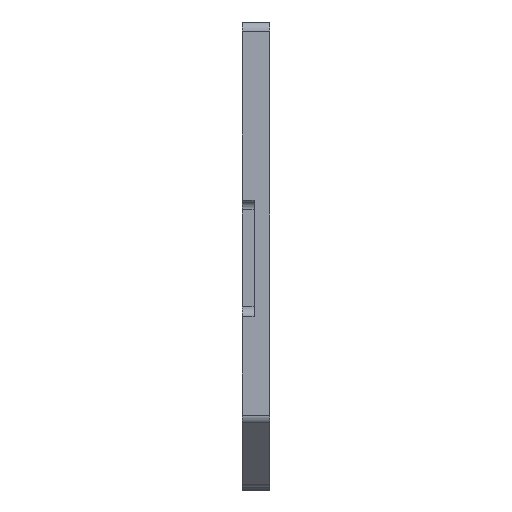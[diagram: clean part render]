
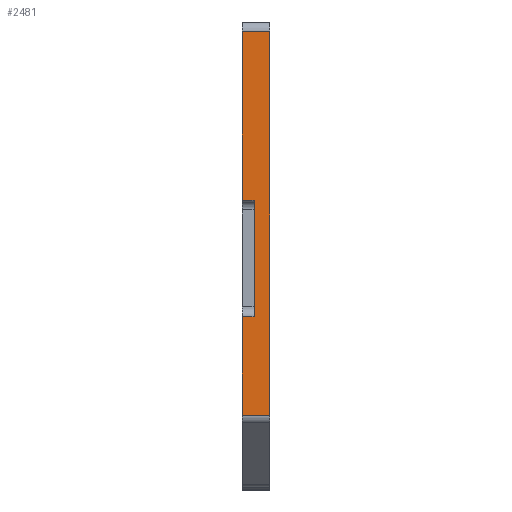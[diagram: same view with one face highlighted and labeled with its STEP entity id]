
A CAD part, top view. The second image highlights one B-rep face of the part: STEP entity #2481.
In plain terms, the highlighted planar face has unit normal (0, 0, 1).
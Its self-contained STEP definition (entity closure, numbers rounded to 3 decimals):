
#107=PLANE('',#2651);
#175=FACE_OUTER_BOUND('',#325,.T.);
#325=EDGE_LOOP('',(#1717,#1718,#1719,#1720,#1721,#1722,#1723,#1724));
#559=LINE('',#3803,#745);
#564=LINE('',#3813,#750);
#565=LINE('',#3818,#751);
#566=LINE('',#3821,#752);
#567=LINE('',#3823,#753);
#568=LINE('',#3825,#754);
#569=LINE('',#3827,#755);
#570=LINE('',#3828,#756);
#745=VECTOR('',#2983,10.);
#750=VECTOR('',#2990,10.);
#751=VECTOR('',#2999,10.);
#752=VECTOR('',#3002,10.);
#753=VECTOR('',#3003,10.);
#754=VECTOR('',#3004,10.);
#755=VECTOR('',#3005,10.);
#756=VECTOR('',#3006,10.);
#1101=VERTEX_POINT('',#3800);
#1102=VERTEX_POINT('',#3802);
#1104=VERTEX_POINT('',#3807);
#1106=VERTEX_POINT('',#3811);
#1107=VERTEX_POINT('',#3820);
#1108=VERTEX_POINT('',#3822);
#1109=VERTEX_POINT('',#3824);
#1110=VERTEX_POINT('',#3826);
#1341=EDGE_CURVE('',#1102,#1101,#559,.T.);
#1346=EDGE_CURVE('',#1104,#1106,#564,.T.);
#1349=EDGE_CURVE('',#1106,#1102,#565,.T.);
#1350=EDGE_CURVE('',#1101,#1107,#566,.T.);
#1351=EDGE_CURVE('',#1107,#1108,#567,.T.);
#1352=EDGE_CURVE('',#1108,#1109,#568,.T.);
#1353=EDGE_CURVE('',#1109,#1110,#569,.T.);
#1354=EDGE_CURVE('',#1110,#1104,#570,.T.);
#1717=ORIENTED_EDGE('',*,*,#1346,.T.);
#1718=ORIENTED_EDGE('',*,*,#1349,.T.);
#1719=ORIENTED_EDGE('',*,*,#1341,.T.);
#1720=ORIENTED_EDGE('',*,*,#1350,.T.);
#1721=ORIENTED_EDGE('',*,*,#1351,.T.);
#1722=ORIENTED_EDGE('',*,*,#1352,.T.);
#1723=ORIENTED_EDGE('',*,*,#1353,.T.);
#1724=ORIENTED_EDGE('',*,*,#1354,.T.);
#2481=ADVANCED_FACE('',(#175),#107,.F.);
#2651=AXIS2_PLACEMENT_3D('',#3819,#3000,#3001);
#2983=DIRECTION('',(-1.,0.,0.));
#2990=DIRECTION('',(1.,0.,0.));
#2999=DIRECTION('',(0.,-1.,0.));
#3000=DIRECTION('center_axis',(0.,0.,-1.));
#3001=DIRECTION('ref_axis',(0.,1.,0.));
#3002=DIRECTION('',(0.,-1.,0.));
#3003=DIRECTION('',(1.,0.,0.));
#3004=DIRECTION('',(0.,1.,0.));
#3005=DIRECTION('',(-1.,0.,0.));
#3006=DIRECTION('',(0.,-1.,0.));
#3800=CARTESIAN_POINT('',(0.,-151.94,0.));
#3802=CARTESIAN_POINT('',(6.,-151.94,0.));
#3803=CARTESIAN_POINT('',(0.,-151.94,0.));
#3807=CARTESIAN_POINT('',(0.,-91.94,0.));
#3811=CARTESIAN_POINT('',(6.,-91.94,0.));
#3813=CARTESIAN_POINT('',(0.,-91.94,0.));
#3818=CARTESIAN_POINT('',(6.,-163.47,0.));
#3819=CARTESIAN_POINT('Origin',(0.,-205.,0.));
#3820=CARTESIAN_POINT('',(0.,-202.929,0.));
#3821=CARTESIAN_POINT('',(0.,0.,0.));
#3822=CARTESIAN_POINT('',(14.,-202.929,0.));
#3823=CARTESIAN_POINT('',(0.,-202.929,0.));
#3824=CARTESIAN_POINT('',(14.,-5.,0.));
#3825=CARTESIAN_POINT('',(14.,0.,0.));
#3826=CARTESIAN_POINT('',(0.,-5.,0.));
#3827=CARTESIAN_POINT('',(0.,-5.,0.));
#3828=CARTESIAN_POINT('',(0.,0.,0.));
